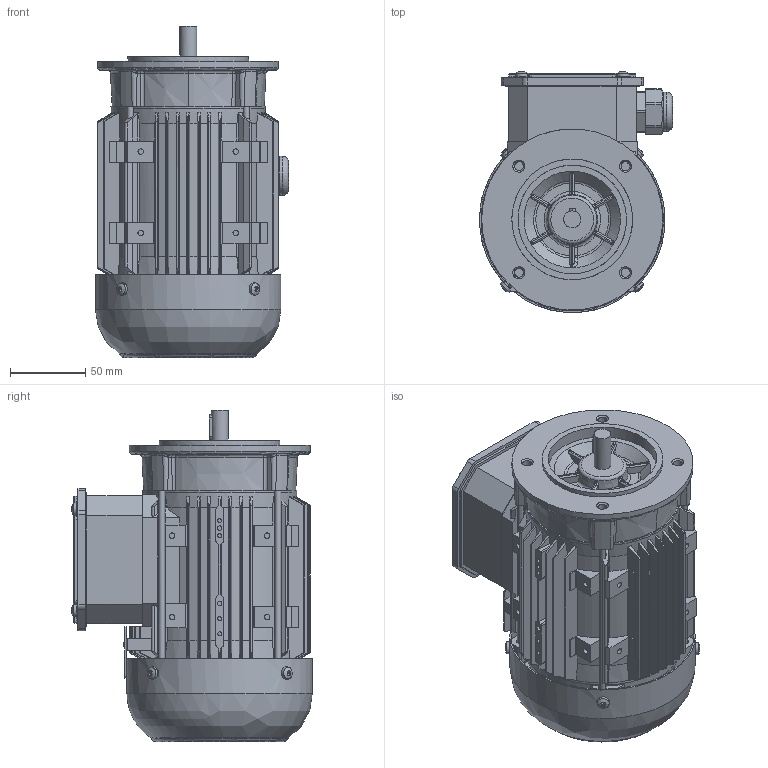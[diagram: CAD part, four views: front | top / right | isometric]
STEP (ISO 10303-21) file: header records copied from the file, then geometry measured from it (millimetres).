
FILE_DESCRIPTION(/* description */ (''),/* implementation_level */ '2;1');
FILE_NAME(/* name */ '(QE series) 63_B14b.stp',/* time_stamp */ '2024-07-30T09:07:36+03:00',/* author */ (''),/* organization */ (''),/* preprocessor_version */ 'ST-DEVELOPER v18.102',/* originating_system */ 'SIEMENS PLM Software NX2206.8101',/* authorisation */ '');
FILE_SCHEMA (('AP203_CONFIGURATION_CONTROLLED_3D_DESIGN_OF_MECHANICAL_PARTS_AND_ASSEMBLIES_MIM_LF { 1 0 10303 403 2 1 2}'));
Products named in the file (1): _QE series_ 63_B14b_stp_objects
Bounding box: 128 x 159.45 x 219.49 mm (x, y, z)
Surface area: 224543.8 mm2 (no closed solid volume)
Topology: 0 solids, 18 shells, 1415 faces, 4501 edges, 3045 vertices
Faces by surface type: plane 747, cylinder 410, cone 114, torus 102, bspline 32, sphere 10
Full cylindrical faces by diameter (mm): 2.5 x8, 3 x4, 3.65 x12, 4 x4, 6 x4, 8 x9, 11.2 x2, 14.5 x1, 19 x1, 26 x1, 72 x1, 80 x1, 120 x1, 121 x1, 123 x1
Entity records: 48379 total; most frequent: CARTESIAN_POINT 19824, ORIENTED_EDGE 7759, EDGE_CURVE 4499, B_SPLINE_CURVE_WITH_KNOTS 3063, VERTEX_POINT 3045, DIRECTION 2764, EDGE_LOOP 1512, ADVANCED_FACE 1413
